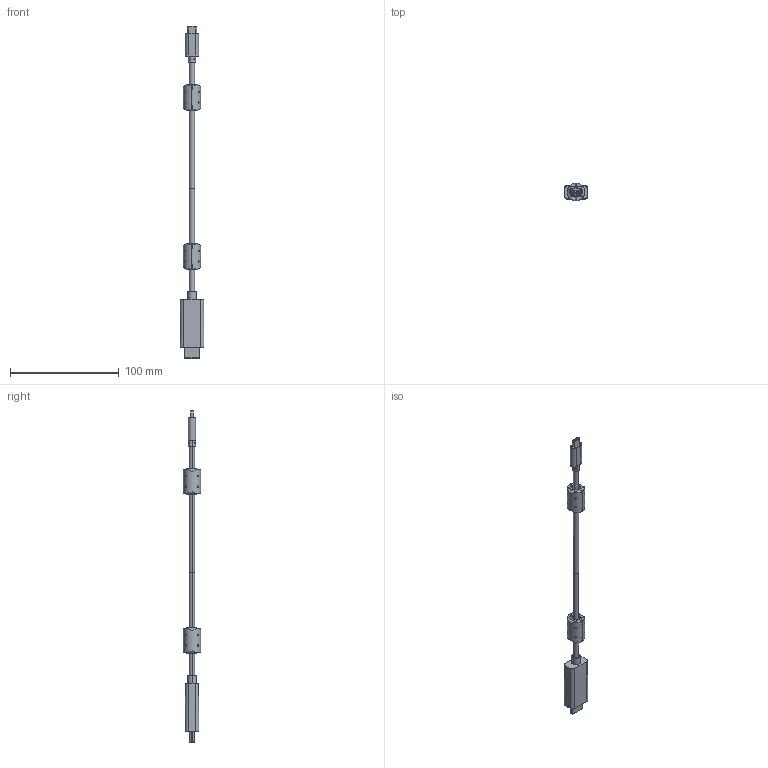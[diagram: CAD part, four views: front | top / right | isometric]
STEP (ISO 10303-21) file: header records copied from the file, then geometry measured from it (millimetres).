
FILE_DESCRIPTION (( 'STEP AP214' ), '1' );
FILE_NAME ('USBCHDMI-MM-F_3D.STEP', '2022-08-18T22:30:43', ( '' ), ( '' ), 'SwSTEP 2.0', 'SolidWorks 2021', '' );
FILE_SCHEMA (( 'AUTOMOTIVE_DESIGN' ));
Length unit declared in the file: inch
Products named in the file (13): TYPECM-01A_SKEL; USBCHDMI-MM-F_3D; TYPECM-01A; TYPEC31; TYPECM-01B; TYPECM-01A_ASM_2; CAUCHDMI-01_SKEL; MAGNET RING; CABLE-4D7; CAUCHDMI-01A; CAUCHDMI-01_ASM; CAUCHDMI-1B; 5001-6DA-3_3
Assembly tree (13 placements, depth 3):
  USBCHDMI-MM-F_3D
    CAUCHDMI-01_ASM
      CAUCHDMI-01_SKEL
      CAUCHDMI-01A
      CAUCHDMI-1B
      5001-6DA-3_3
    TYPECM-01A_ASM_2
      TYPECM-01A_SKEL
      TYPECM-01A
      TYPECM-01B
      TYPEC31
      CABLE-4D7
    MAGNET RING  x2
Bounding box: 22 x 15.82 x 305.95 mm (x, y, z)
Volume: 44673.3 mm3; surface area: 27593.6 mm2
Topology: 17 solids, 37 shells, 1410 faces, 3591 edges, 2335 vertices
Faces by surface type: plane 721, cylinder 494, bspline 195
Entity records: 48261 total; most frequent: CARTESIAN_POINT 16506, ORIENTED_EDGE 6854, DIRECTION 4992, EDGE_CURVE 3427, VERTEX_POINT 2229, VECTOR 1812, LINE 1812, AXIS2_PLACEMENT_3D 1590
